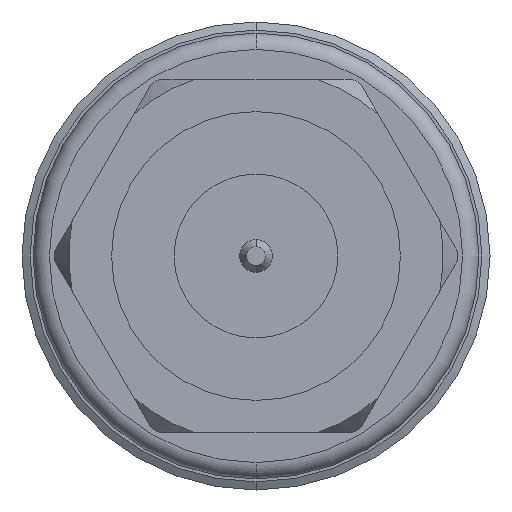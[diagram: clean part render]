
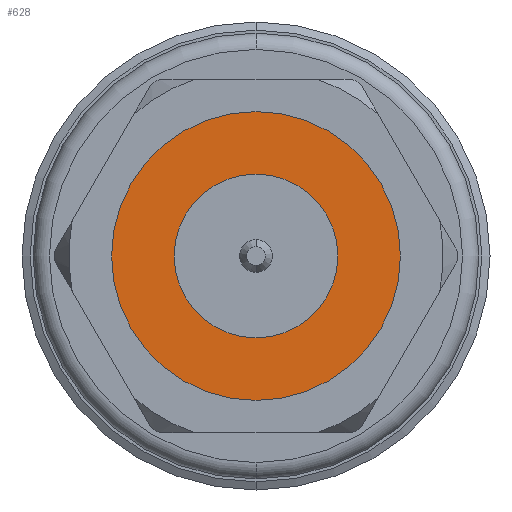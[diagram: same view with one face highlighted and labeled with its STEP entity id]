
A CAD part, front view. The second image highlights one B-rep face of the part: STEP entity #628.
In plain terms, the highlighted planar face has unit normal (0, -1, 0).
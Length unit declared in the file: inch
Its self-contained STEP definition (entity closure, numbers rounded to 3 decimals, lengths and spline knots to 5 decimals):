
#1 = VERTEX_POINT ( 'NONE', #1195 ) ;
#152 = EDGE_CURVE ( 'NONE', #1, #153, #1612, .T. ) ;
#153 = VERTEX_POINT ( 'NONE', #1607 ) ;
#176 = EDGE_CURVE ( 'NONE', #177, #178, #1534, .T. ) ;
#177 = VERTEX_POINT ( 'NONE', #1525 ) ;
#178 = VERTEX_POINT ( 'NONE', #1524 ) ;
#626 = ORIENTED_EDGE ( 'NONE', *, *, #771, .T. ) ;
#627 = ORIENTED_EDGE ( 'NONE', *, *, #176, .T. ) ;
#628 = ADVANCED_FACE ( 'NONE', ( #2452, #2451 ), #2450, .T. ) ;
#759 = EDGE_LOOP ( 'NONE', ( #780, #782 ) ) ;
#771 = EDGE_CURVE ( 'NONE', #178, #177, #2758, .T. ) ;
#772 = EDGE_LOOP ( 'NONE', ( #626, #627 ) ) ;
#780 = ORIENTED_EDGE ( 'NONE', *, *, #781, .F. ) ;
#781 = EDGE_CURVE ( 'NONE', #153, #1, #2633, .T. ) ;
#782 = ORIENTED_EDGE ( 'NONE', *, *, #152, .F. ) ;
#1195 = CARTESIAN_POINT ( 'NONE',  ( 0., 0.228, 0.1 ) ) ;
#1524 = CARTESIAN_POINT ( 'NONE',  ( 0., 0.228, -0.1765 ) ) ;
#1525 = CARTESIAN_POINT ( 'NONE',  ( 0., 0.228, 0.1765 ) ) ;
#1526 = DIRECTION ( 'NONE',  ( 0., 0., -1. ) ) ;
#1527 = DIRECTION ( 'NONE',  ( 0., -1., 0. ) ) ;
#1528 = CARTESIAN_POINT ( 'NONE',  ( 0., 0.228, 0. ) ) ;
#1529 = AXIS2_PLACEMENT_3D ( 'NONE', #1528, #1527, #1526 ) ;
#1534 = CIRCLE ( 'NONE', #1529, 0.1765 ) ;
#1607 = CARTESIAN_POINT ( 'NONE',  ( 0., 0.228, -0.1 ) ) ;
#1608 = DIRECTION ( 'NONE',  ( 0., 0., -1. ) ) ;
#1609 = DIRECTION ( 'NONE',  ( 0., -1., 0. ) ) ;
#1610 = CARTESIAN_POINT ( 'NONE',  ( 0., 0.228, 0. ) ) ;
#1611 = AXIS2_PLACEMENT_3D ( 'NONE', #1610, #1609, #1608 ) ;
#1612 = CIRCLE ( 'NONE', #1611, 0.1 ) ;
#2446 = DIRECTION ( 'NONE',  ( 0., 0., -1. ) ) ;
#2447 = DIRECTION ( 'NONE',  ( 0., -1., 0. ) ) ;
#2448 = CARTESIAN_POINT ( 'NONE',  ( 0., 0.228, 0. ) ) ;
#2449 = AXIS2_PLACEMENT_3D ( 'NONE', #2448, #2447, #2446 ) ;
#2450 = PLANE ( 'NONE',  #2449 ) ;
#2451 = FACE_OUTER_BOUND ( 'NONE', #772, .T. ) ;
#2452 = FACE_BOUND ( 'NONE', #759, .T. ) ;
#2629 = DIRECTION ( 'NONE',  ( 0., 0., -1. ) ) ;
#2630 = DIRECTION ( 'NONE',  ( 0., -1., 0. ) ) ;
#2631 = CARTESIAN_POINT ( 'NONE',  ( 0., 0.228, 0. ) ) ;
#2632 = AXIS2_PLACEMENT_3D ( 'NONE', #2631, #2630, #2629 ) ;
#2633 = CIRCLE ( 'NONE', #2632, 0.1 ) ;
#2754 = DIRECTION ( 'NONE',  ( 0., 0., -1. ) ) ;
#2755 = DIRECTION ( 'NONE',  ( 0., -1., 0. ) ) ;
#2756 = CARTESIAN_POINT ( 'NONE',  ( 0., 0.228, 0. ) ) ;
#2757 = AXIS2_PLACEMENT_3D ( 'NONE', #2756, #2755, #2754 ) ;
#2758 = CIRCLE ( 'NONE', #2757, 0.1765 ) ;
